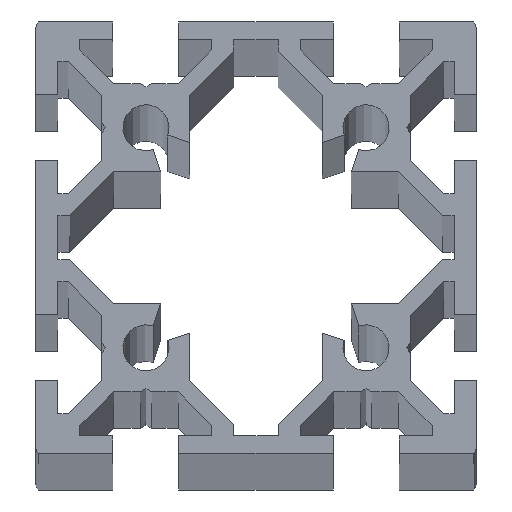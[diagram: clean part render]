
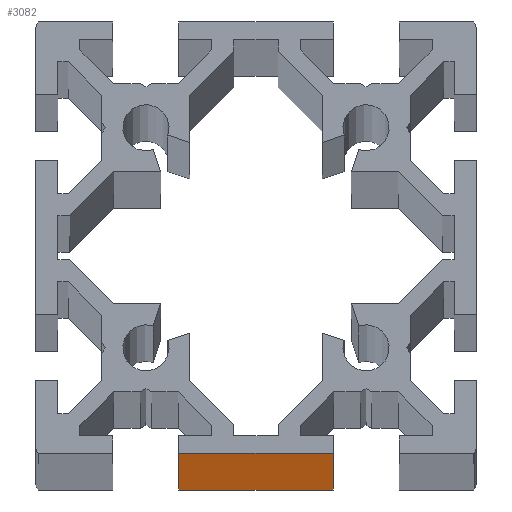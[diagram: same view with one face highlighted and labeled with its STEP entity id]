
A CAD part, top view. The second image highlights one B-rep face of the part: STEP entity #3082.
In plain terms, the highlighted planar face has unit normal (0, -1, 0).
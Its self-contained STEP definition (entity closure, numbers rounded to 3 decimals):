
#156=ORIENTED_EDGE('',*,*,#1041,.F.);
#157=ORIENTED_EDGE('',*,*,#1040,.F.);
#158=ORIENTED_EDGE('',*,*,#1042,.T.);
#159=ORIENTED_EDGE('',*,*,#1043,.T.);
#1040=EDGE_CURVE('',#1469,#1468,#1798,.T.);
#1041=EDGE_CURVE('',#1468,#1470,#1799,.T.);
#1042=EDGE_CURVE('',#1469,#1471,#1800,.T.);
#1043=EDGE_CURVE('',#1471,#1470,#1801,.T.);
#1468=VERTEX_POINT('',#4341);
#1469=VERTEX_POINT('',#4343);
#1470=VERTEX_POINT('',#4347);
#1471=VERTEX_POINT('',#4349);
#1798=LINE('',#4344,#2238);
#1799=LINE('',#4346,#2239);
#1800=LINE('',#4348,#2240);
#1801=LINE('',#4350,#2241);
#2238=VECTOR('',#3535,1000.);
#2239=VECTOR('',#3538,1000.);
#2240=VECTOR('',#3539,1000.);
#2241=VECTOR('',#3540,1000.);
#2624=EDGE_LOOP('',(#156,#157,#158,#159));
#2780=FACE_BOUND('',#2624,.T.);
#2935=PLANE('',#3251);
#3082=ADVANCED_FACE('',(#2780),#2935,.T.);
#3251=AXIS2_PLACEMENT_3D('',#4345,#3536,#3537);
#3535=DIRECTION('',(0.,0.,1.));
#3536=DIRECTION('',(0.,-1.,0.));
#3537=DIRECTION('',(0.,0.,-1.));
#3538=DIRECTION('',(1.,0.,0.));
#3539=DIRECTION('',(1.,0.,0.));
#3540=DIRECTION('',(0.,0.,1.));
#4341=CARTESIAN_POINT('',(-7.,-19.6,0.));
#4343=CARTESIAN_POINT('',(-7.,-19.6,-1900.));
#4344=CARTESIAN_POINT('',(-7.,-19.6,-1900.));
#4345=CARTESIAN_POINT('',(-7.,-19.6,-1900.));
#4346=CARTESIAN_POINT('',(-7.,-19.6,0.));
#4347=CARTESIAN_POINT('',(7.,-19.6,0.));
#4348=CARTESIAN_POINT('',(-7.,-19.6,-1900.));
#4349=CARTESIAN_POINT('',(7.,-19.6,-1900.));
#4350=CARTESIAN_POINT('',(7.,-19.6,-1900.));
